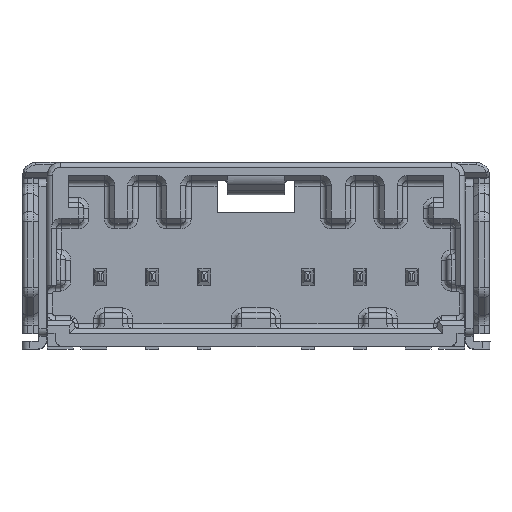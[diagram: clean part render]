
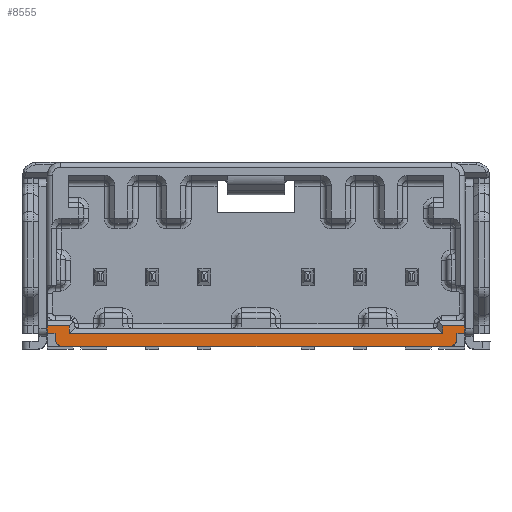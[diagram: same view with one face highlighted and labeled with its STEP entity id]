
A CAD part, top view. The second image highlights one B-rep face of the part: STEP entity #8555.
In plain terms, the highlighted planar face has unit normal (0, 0, 1).
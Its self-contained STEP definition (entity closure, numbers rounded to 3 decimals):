
#135 = VECTOR ( 'NONE', #10657, 1000. ) ;
#692 = VERTEX_POINT ( 'NONE', #11172 ) ;
#821 = EDGE_CURVE ( 'NONE', #27483, #7629, #10037, .T. ) ;
#850 = EDGE_CURVE ( 'NONE', #692, #22785, #10719, .T. ) ;
#1115 = ORIENTED_EDGE ( 'NONE', *, *, #27541, .F. ) ;
#1233 = VERTEX_POINT ( 'NONE', #16608 ) ;
#1653 = EDGE_CURVE ( 'NONE', #7629, #6544, #27582, .T. ) ;
#1855 = VERTEX_POINT ( 'NONE', #3308 ) ;
#2755 = CARTESIAN_POINT ( 'NONE',  ( -7.529, 0.1, 0. ) ) ;
#3308 = CARTESIAN_POINT ( 'NONE',  ( -7.45, 0.1, 0. ) ) ;
#3521 = ORIENTED_EDGE ( 'NONE', *, *, #23623, .F. ) ;
#3566 = CARTESIAN_POINT ( 'NONE',  ( -7.2, 0.9, 0. ) ) ;
#3897 = EDGE_CURVE ( 'NONE', #4839, #692, #11410, .T. ) ;
#4094 = CARTESIAN_POINT ( 'NONE',  ( 7.718, 0.243, 0. ) ) ;
#4266 = ORIENTED_EDGE ( 'NONE', *, *, #1653, .F. ) ;
#4839 = VERTEX_POINT ( 'NONE', #6680 ) ;
#4939 = CARTESIAN_POINT ( 'NONE',  ( -7.2, 3.65, 0. ) ) ;
#5259 = EDGE_CURVE ( 'NONE', #6998, #20571, #27499, .T. ) ;
#5502 = DIRECTION ( 'NONE',  ( 0., 1., 0. ) ) ;
#5933 = ORIENTED_EDGE ( 'NONE', *, *, #850, .F. ) ;
#5945 = CARTESIAN_POINT ( 'NONE',  ( 7.75, 0.6, 0. ) ) ;
#6067 = CARTESIAN_POINT ( 'NONE',  ( 7.75, 0.321, 0. ) ) ;
#6166 = CARTESIAN_POINT ( 'NONE',  ( 8.05, 0.1, 0. ) ) ;
#6198 = DIRECTION ( 'NONE',  ( -1., 0., 0. ) ) ;
#6336 = LINE ( 'NONE', #27754, #14367 ) ;
#6544 = VERTEX_POINT ( 'NONE', #3566 ) ;
#6680 = CARTESIAN_POINT ( 'NONE',  ( 7.2, 0.6, 0. ) ) ;
#6998 = VERTEX_POINT ( 'NONE', #27033 ) ;
#7273 = DIRECTION ( 'NONE',  ( 0., -1., 0. ) ) ;
#7629 = VERTEX_POINT ( 'NONE', #21729 ) ;
#7790 = CARTESIAN_POINT ( 'NONE',  ( -7.2, 0.6, 0. ) ) ;
#8542 = ORIENTED_EDGE ( 'NONE', *, *, #25722, .T. ) ;
#8555 = ADVANCED_FACE ( 'NONE', ( #23740 ), #17384, .F. ) ;
#8934 = CARTESIAN_POINT ( 'NONE',  ( -7.718, 0.243, 0. ) ) ;
#9398 = CARTESIAN_POINT ( 'NONE',  ( 7.75, 0.6, 0. ) ) ;
#9513 = VECTOR ( 'NONE', #7273, 1000. ) ;
#9571 = LINE ( 'NONE', #4939, #9910 ) ;
#9910 = VECTOR ( 'NONE', #11677, 1000. ) ;
#10037 = LINE ( 'NONE', #18620, #12428 ) ;
#10236 = DIRECTION ( 'NONE',  ( 1., 0., 0. ) ) ;
#10409 = CARTESIAN_POINT ( 'NONE',  ( 7.607, 0.132, 0. ) ) ;
#10657 = DIRECTION ( 'NONE',  ( 1., 0., 0. ) ) ;
#10719 = LINE ( 'NONE', #25953, #24156 ) ;
#11026 = VERTEX_POINT ( 'NONE', #7790 ) ;
#11172 = CARTESIAN_POINT ( 'NONE',  ( 7.2, 0.9, 0. ) ) ;
#11184 = CARTESIAN_POINT ( 'NONE',  ( -7.75, 0.321, 0. ) ) ;
#11311 = ORIENTED_EDGE ( 'NONE', *, *, #13960, .T. ) ;
#11410 = LINE ( 'NONE', #24792, #15496 ) ;
#11489 = ORIENTED_EDGE ( 'NONE', *, *, #20224, .F. ) ;
#11677 = DIRECTION ( 'NONE',  ( 0., -1., 0. ) ) ;
#12352 = CARTESIAN_POINT ( 'NONE',  ( 0., 0.9, 0. ) ) ;
#12428 = VECTOR ( 'NONE', #27242, 1000. ) ;
#12765 = VERTEX_POINT ( 'NONE', #22240 ) ;
#12902 = VECTOR ( 'NONE', #10236, 1000. ) ;
#13015 = DIRECTION ( 'NONE',  ( 1., 0., 0. ) ) ;
#13162 = CARTESIAN_POINT ( 'NONE',  ( -7.45, 0.1, 0. ) ) ;
#13213 = VECTOR ( 'NONE', #25398, 1000. ) ;
#13455 = ORIENTED_EDGE ( 'NONE', *, *, #5259, .T. ) ;
#13781 = DIRECTION ( 'NONE',  ( 1., 0., 0. ) ) ;
#13960 = EDGE_CURVE ( 'NONE', #1855, #25453, #25327, .T. ) ;
#14243 = B_SPLINE_CURVE_WITH_KNOTS ( 'NONE', 3,
 ( #13162, #2755, #26137, #8934, #11184, #15704 ),
 .UNSPECIFIED., .F., .F.,
 ( 4, 2, 4 ),
 ( 0., 0.5, 1. ),
 .UNSPECIFIED. ) ;
#14251 = EDGE_CURVE ( 'NONE', #22785, #1233, #21059, .T. ) ;
#14367 = VECTOR ( 'NONE', #6198, 1000. ) ;
#14545 = AXIS2_PLACEMENT_3D ( 'NONE', #24021, #21904, #13015 ) ;
#15496 = VECTOR ( 'NONE', #5502, 1000. ) ;
#15704 = CARTESIAN_POINT ( 'NONE',  ( -7.75, 0.4, 0. ) ) ;
#15887 = VERTEX_POINT ( 'NONE', #16390 ) ;
#16390 = CARTESIAN_POINT ( 'NONE',  ( -7.75, 0.6, 0. ) ) ;
#16608 = CARTESIAN_POINT ( 'NONE',  ( 8.05, 0.6, 0. ) ) ;
#16613 = CARTESIAN_POINT ( 'NONE',  ( 7.45, 0.1, 0. ) ) ;
#16886 = LINE ( 'NONE', #23245, #17566 ) ;
#16976 = VECTOR ( 'NONE', #18383, 1000. ) ;
#17109 = EDGE_CURVE ( 'NONE', #15887, #27483, #6336, .T. ) ;
#17384 = PLANE ( 'NONE',  #14545 ) ;
#17566 = VECTOR ( 'NONE', #25508, 1000. ) ;
#17871 = ORIENTED_EDGE ( 'NONE', *, *, #17109, .F. ) ;
#17981 = EDGE_CURVE ( 'NONE', #1233, #20571, #16886, .T. ) ;
#18052 = EDGE_CURVE ( 'NONE', #11026, #4839, #21828, .T. ) ;
#18383 = DIRECTION ( 'NONE',  ( 0., -1., 0. ) ) ;
#18538 = CARTESIAN_POINT ( 'NONE',  ( 7.45, 0.1, 0. ) ) ;
#18620 = CARTESIAN_POINT ( 'NONE',  ( -8.05, 0.1, 0. ) ) ;
#19000 = CARTESIAN_POINT ( 'NONE',  ( 7.529, 0.1, 0. ) ) ;
#19095 = B_SPLINE_CURVE_WITH_KNOTS ( 'NONE', 3,
 ( #27343, #6067, #4094, #10409, #19000, #16613 ),
 .UNSPECIFIED., .F., .F.,
 ( 4, 2, 4 ),
 ( 0., 0.5, 1. ),
 .UNSPECIFIED. ) ;
#19150 = CARTESIAN_POINT ( 'NONE',  ( 8.05, 0.9, 0. ) ) ;
#20224 = EDGE_CURVE ( 'NONE', #6544, #11026, #9571, .T. ) ;
#20267 = CARTESIAN_POINT ( 'NONE',  ( 0., 0.6, 0. ) ) ;
#20571 = VERTEX_POINT ( 'NONE', #9398 ) ;
#21059 = LINE ( 'NONE', #24879, #16976 ) ;
#21729 = CARTESIAN_POINT ( 'NONE',  ( -8.05, 0.9, 0. ) ) ;
#21828 = LINE ( 'NONE', #20267, #25693 ) ;
#21904 = DIRECTION ( 'NONE',  ( 0., 0., -1. ) ) ;
#22240 = CARTESIAN_POINT ( 'NONE',  ( -7.75, 0.4, 0. ) ) ;
#22628 = ORIENTED_EDGE ( 'NONE', *, *, #821, .F. ) ;
#22785 = VERTEX_POINT ( 'NONE', #19150 ) ;
#22855 = ORIENTED_EDGE ( 'NONE', *, *, #17981, .F. ) ;
#23245 = CARTESIAN_POINT ( 'NONE',  ( 0., 0.6, 0. ) ) ;
#23279 = DIRECTION ( 'NONE',  ( 1., 0., 0. ) ) ;
#23623 = EDGE_CURVE ( 'NONE', #1855, #12765, #14243, .T. ) ;
#23740 = FACE_OUTER_BOUND ( 'NONE', #25549, .T. ) ;
#24021 = CARTESIAN_POINT ( 'NONE',  ( 0., 3.65, 0. ) ) ;
#24156 = VECTOR ( 'NONE', #23279, 1000. ) ;
#24792 = CARTESIAN_POINT ( 'NONE',  ( 7.2, 3.65, 0. ) ) ;
#24879 = CARTESIAN_POINT ( 'NONE',  ( 8.05, 0.1, 0. ) ) ;
#24962 = ORIENTED_EDGE ( 'NONE', *, *, #18052, .F. ) ;
#25224 = CARTESIAN_POINT ( 'NONE',  ( -8.05, 0.6, 0. ) ) ;
#25327 = LINE ( 'NONE', #6166, #12902 ) ;
#25373 = ORIENTED_EDGE ( 'NONE', *, *, #3897, .F. ) ;
#25398 = DIRECTION ( 'NONE',  ( 0., 1., 0. ) ) ;
#25453 = VERTEX_POINT ( 'NONE', #18538 ) ;
#25508 = DIRECTION ( 'NONE',  ( -1., 0., 0. ) ) ;
#25549 = EDGE_LOOP ( 'NONE', ( #22855, #25811, #5933, #25373, #24962, #11489, #4266, #22628, #17871, #8542, #3521, #11311, #1115, #13455 ) ) ;
#25693 = VECTOR ( 'NONE', #13781, 1000. ) ;
#25722 = EDGE_CURVE ( 'NONE', #15887, #12765, #26574, .T. ) ;
#25811 = ORIENTED_EDGE ( 'NONE', *, *, #14251, .F. ) ;
#25953 = CARTESIAN_POINT ( 'NONE',  ( 0., 0.9, 0. ) ) ;
#26137 = CARTESIAN_POINT ( 'NONE',  ( -7.607, 0.132, 0. ) ) ;
#26298 = CARTESIAN_POINT ( 'NONE',  ( -7.75, 0., 0. ) ) ;
#26574 = LINE ( 'NONE', #26298, #9513 ) ;
#27033 = CARTESIAN_POINT ( 'NONE',  ( 7.75, 0.4, 0. ) ) ;
#27242 = DIRECTION ( 'NONE',  ( 0., 1., 0. ) ) ;
#27343 = CARTESIAN_POINT ( 'NONE',  ( 7.75, 0.4, 0. ) ) ;
#27483 = VERTEX_POINT ( 'NONE', #25224 ) ;
#27499 = LINE ( 'NONE', #5945, #13213 ) ;
#27541 = EDGE_CURVE ( 'NONE', #6998, #25453, #19095, .T. ) ;
#27582 = LINE ( 'NONE', #12352, #135 ) ;
#27754 = CARTESIAN_POINT ( 'NONE',  ( 0., 0.6, 0. ) ) ;
